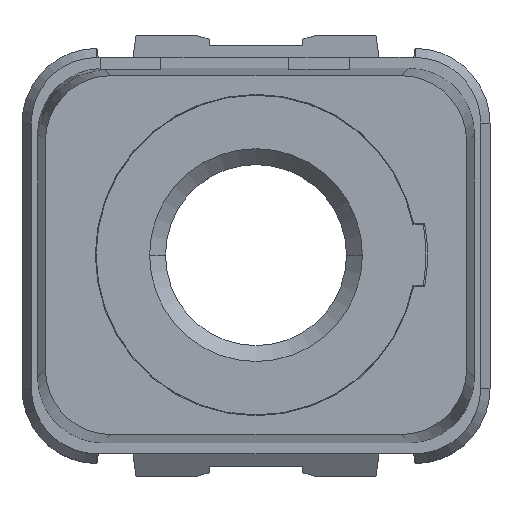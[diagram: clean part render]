
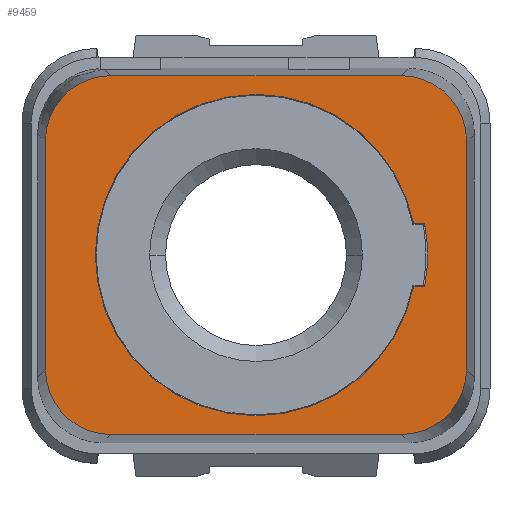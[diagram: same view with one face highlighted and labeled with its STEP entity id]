
A CAD part, top view. The second image highlights one B-rep face of the part: STEP entity #9459.
In plain terms, the highlighted planar face has unit normal (0, 0, 1).
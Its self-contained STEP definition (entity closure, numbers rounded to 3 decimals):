
#2821=DIRECTION('',(0.,-1.,0.));
#2822=VECTOR('',#2821,7.3);
#2823=CARTESIAN_POINT('',(-6.75,3.65,10.12));
#2824=LINE('',#2823,#2822);
#2825=CARTESIAN_POINT('',(-4.65,3.65,10.12));
#2826=DIRECTION('',(0.,0.,1.));
#2827=DIRECTION('',(0.,1.,0.));
#2828=AXIS2_PLACEMENT_3D('',#2825,#2826,#2827);
#2830=DIRECTION('',(-1.,0.,0.));
#2831=VECTOR('',#2830,9.3);
#2832=CARTESIAN_POINT('',(4.65,5.75,10.12));
#2833=LINE('',#2832,#2831);
#2834=CARTESIAN_POINT('',(4.65,3.65,10.12));
#2835=DIRECTION('',(0.,0.,1.));
#2836=DIRECTION('',(1.,0.,0.));
#2837=AXIS2_PLACEMENT_3D('',#2834,#2835,#2836);
#2839=DIRECTION('',(0.,1.,0.));
#2840=VECTOR('',#2839,7.3);
#2841=CARTESIAN_POINT('',(6.75,-3.65,10.12));
#2842=LINE('',#2841,#2840);
#2843=CARTESIAN_POINT('',(4.65,-3.65,10.12));
#2844=DIRECTION('',(0.,0.,1.));
#2845=DIRECTION('',(0.,-1.,0.));
#2846=AXIS2_PLACEMENT_3D('',#2843,#2844,#2845);
#2848=DIRECTION('',(1.,0.,0.));
#2849=VECTOR('',#2848,9.3);
#2850=CARTESIAN_POINT('',(-4.65,-5.75,10.12));
#2851=LINE('',#2850,#2849);
#2852=CARTESIAN_POINT('',(-4.65,-3.65,10.12));
#2853=DIRECTION('',(0.,0.,1.));
#2854=DIRECTION('',(-1.,0.,0.));
#2855=AXIS2_PLACEMENT_3D('',#2852,#2853,#2854);
#2857=DIRECTION('',(1.,0.,0.));
#2858=VECTOR('',#2857,0.356);
#2859=CARTESIAN_POINT('',(5.052,-1.,10.12));
#2860=LINE('',#2859,#2858);
#2861=CARTESIAN_POINT('',(0.,0.,10.12));
#2862=DIRECTION('',(0.,0.,1.));
#2863=DIRECTION('',(0.983,-0.182,0.));
#2864=AXIS2_PLACEMENT_3D('',#2861,#2862,#2863);
#2866=DIRECTION('',(-1.,0.,0.));
#2867=VECTOR('',#2866,0.356);
#2868=CARTESIAN_POINT('',(5.408,1.,10.12));
#2869=LINE('',#2868,#2867);
#2870=CARTESIAN_POINT('',(0.,0.,10.12));
#2871=DIRECTION('',(0.,0.,1.));
#2872=DIRECTION('',(0.981,0.194,0.));
#2873=AXIS2_PLACEMENT_3D('',#2870,#2871,#2872);
#2875=CARTESIAN_POINT('',(0.,0.,10.12));
#2876=DIRECTION('',(0.,0.,1.));
#2877=DIRECTION('',(0.,1.,0.));
#2878=AXIS2_PLACEMENT_3D('',#2875,#2876,#2877);
#2880=CARTESIAN_POINT('',(0.,0.,10.12));
#2881=DIRECTION('',(0.,0.,1.));
#2882=DIRECTION('',(0.,-1.,0.));
#2883=AXIS2_PLACEMENT_3D('',#2880,#2881,#2882);
#4635=CARTESIAN_POINT('',(-6.75,3.65,10.12));
#4636=CARTESIAN_POINT('',(-6.75,-3.65,10.12));
#4637=VERTEX_POINT('',#4635);
#4638=VERTEX_POINT('',#4636);
#4639=CARTESIAN_POINT('',(-4.65,-5.75,10.12));
#4640=VERTEX_POINT('',#4639);
#4641=CARTESIAN_POINT('',(4.65,-5.75,10.12));
#4642=VERTEX_POINT('',#4641);
#4643=CARTESIAN_POINT('',(6.75,-3.65,10.12));
#4644=VERTEX_POINT('',#4643);
#4645=CARTESIAN_POINT('',(6.75,3.65,10.12));
#4646=VERTEX_POINT('',#4645);
#4647=CARTESIAN_POINT('',(4.65,5.75,10.12));
#4648=VERTEX_POINT('',#4647);
#4649=CARTESIAN_POINT('',(-4.65,5.75,10.12));
#4650=VERTEX_POINT('',#4649);
#4721=CARTESIAN_POINT('',(0.,5.15,10.12));
#4722=CARTESIAN_POINT('',(0.,-5.15,10.12));
#4723=VERTEX_POINT('',#4721);
#4724=VERTEX_POINT('',#4722);
#4945=CARTESIAN_POINT('',(5.052,-1.,10.12));
#4946=CARTESIAN_POINT('',(5.408,-1.,10.12));
#4947=VERTEX_POINT('',#4945);
#4948=VERTEX_POINT('',#4946);
#4949=CARTESIAN_POINT('',(5.408,1.,10.12));
#4950=VERTEX_POINT('',#4949);
#4951=CARTESIAN_POINT('',(5.052,1.,10.12));
#4952=VERTEX_POINT('',#4951);
#9428=CARTESIAN_POINT('',(0.,0.,10.12));
#9429=DIRECTION('',(0.,0.,1.));
#9430=DIRECTION('',(1.,0.,0.));
#9431=AXIS2_PLACEMENT_3D('',#9428,#9429,#9430);
#9432=PLANE('',#9431);
#9434=ORIENTED_EDGE('',*,*,#9433,.F.);
#9435=ORIENTED_EDGE('',*,*,#5777,.F.);
#9436=ORIENTED_EDGE('',*,*,#5656,.F.);
#9438=ORIENTED_EDGE('',*,*,#9437,.F.);
#9440=ORIENTED_EDGE('',*,*,#9439,.F.);
#9442=ORIENTED_EDGE('',*,*,#9441,.F.);
#9444=ORIENTED_EDGE('',*,*,#9443,.F.);
#9446=ORIENTED_EDGE('',*,*,#9445,.F.);
#9447=EDGE_LOOP('',(#9434,#9435,#9436,#9438,#9440,#9442,#9444,#9446));
#9448=FACE_OUTER_BOUND('',#9447,.F.);
#9449=ORIENTED_EDGE('',*,*,#9418,.T.);
#9451=ORIENTED_EDGE('',*,*,#9450,.T.);
#9453=ORIENTED_EDGE('',*,*,#9452,.T.);
#9454=ORIENTED_EDGE('',*,*,#9404,.T.);
#9455=ORIENTED_EDGE('',*,*,#9384,.T.);
#9456=ORIENTED_EDGE('',*,*,#9398,.T.);
#9457=EDGE_LOOP('',(#9449,#9451,#9453,#9454,#9455,#9456));
#9458=FACE_BOUND('',#9457,.F.);
#9459=ADVANCED_FACE('',(#9448,#9458),#9432,.T.);
#2829=CIRCLE('',#2828,2.1);
#2838=CIRCLE('',#2837,2.1);
#2847=CIRCLE('',#2846,2.1);
#2856=CIRCLE('',#2855,2.1);
#2865=CIRCLE('',#2864,5.5);
#2874=CIRCLE('',#2873,5.15);
#2879=CIRCLE('',#2878,5.15);
#2884=CIRCLE('',#2883,5.15);
#5656=EDGE_CURVE('',#4648,#4650,#2833,.T.);
#5777=EDGE_CURVE('',#4650,#4637,#2829,.T.);
#9384=EDGE_CURVE('',#4723,#4724,#2879,.T.);
#9398=EDGE_CURVE('',#4724,#4947,#2884,.T.);
#9404=EDGE_CURVE('',#4952,#4723,#2874,.T.);
#9418=EDGE_CURVE('',#4947,#4948,#2860,.T.);
#9433=EDGE_CURVE('',#4637,#4638,#2824,.T.);
#9437=EDGE_CURVE('',#4646,#4648,#2838,.T.);
#9439=EDGE_CURVE('',#4644,#4646,#2842,.T.);
#9441=EDGE_CURVE('',#4642,#4644,#2847,.T.);
#9443=EDGE_CURVE('',#4640,#4642,#2851,.T.);
#9445=EDGE_CURVE('',#4638,#4640,#2856,.T.);
#9450=EDGE_CURVE('',#4948,#4950,#2865,.T.);
#9452=EDGE_CURVE('',#4950,#4952,#2869,.T.);
